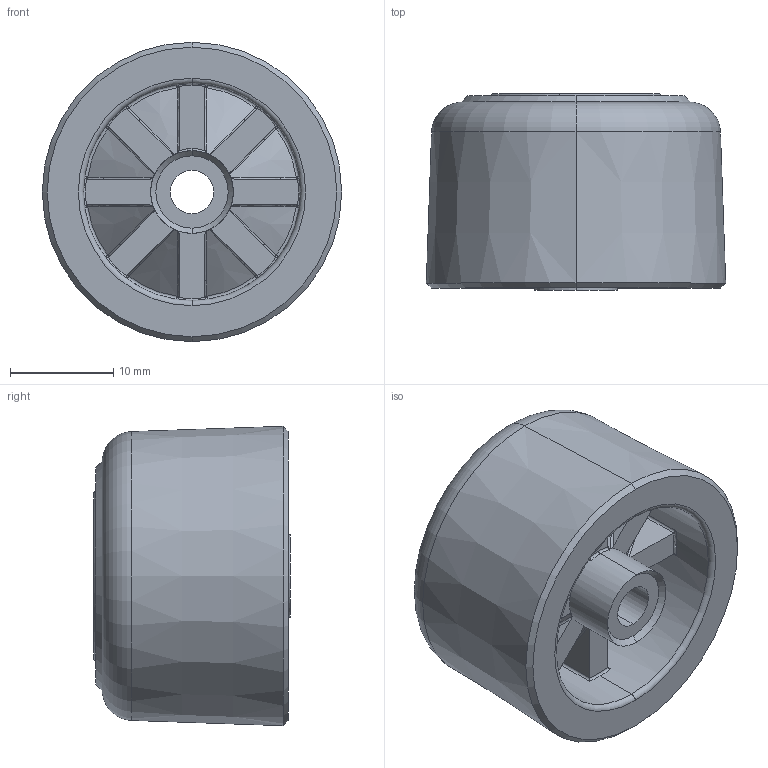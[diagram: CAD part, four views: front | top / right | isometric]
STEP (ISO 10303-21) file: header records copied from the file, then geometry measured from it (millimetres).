
FILE_DESCRIPTION (( 'STEP AP214' ), '1' );
FILE_NAME ('098d030zs.STEP', '2014-08-11T09:43:36', ( '' ), ( '' ), 'SwSTEP 2.0', 'SolidWorks 2014', '' );
FILE_SCHEMA (( 'AUTOMOTIVE_DESIGN' ));
Length unit declared in the file: millimetre
Products named in the file (3): 098d030zs; 098xd2_Standard; 098d030zr_Standard
Assembly tree (2 placements, depth 2):
  098d030zs
    098d030zr_Standard
    098xd2_Standard
Bounding box: 28.97 x 19 x 28.97 mm (x, y, z)
Volume: 7655.1 mm3; surface area: 5107.1 mm2
Topology: 2 solids, 2 shells, 153 faces, 383 edges, 220 vertices
Faces by surface type: cylinder 34, plane 32, torus 29, cone 24, sphere 18, bspline 16
Entity records: 4900 total; most frequent: CARTESIAN_POINT 1393, DIRECTION 750, ORIENTED_EDGE 702, EDGE_CURVE 351, AXIS2_PLACEMENT_3D 333, VERTEX_POINT 204, CIRCLE 191, EDGE_LOOP 159
